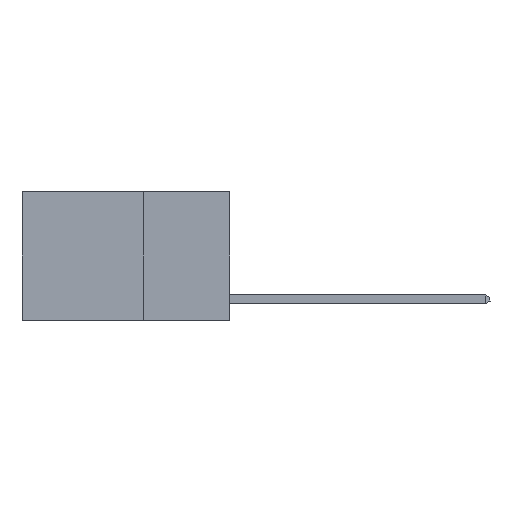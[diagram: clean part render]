
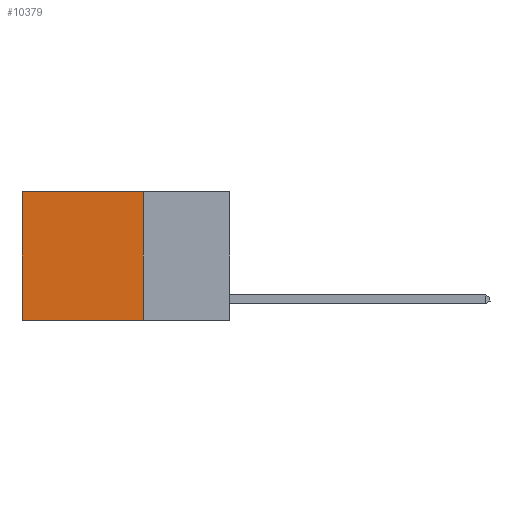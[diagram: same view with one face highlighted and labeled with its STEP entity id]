
A CAD part, left-side view. The second image highlights one B-rep face of the part: STEP entity #10379.
In plain terms, the highlighted planar face has unit normal (-1, 0, 0).
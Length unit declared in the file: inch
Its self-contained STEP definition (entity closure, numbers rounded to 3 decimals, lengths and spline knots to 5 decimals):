
#298 = VERTEX_POINT ( 'NONE', #9385 ) ;
#1838 = FACE_OUTER_BOUND ( 'NONE', #6662, .T. ) ;
#2347 = CARTESIAN_POINT ( 'NONE',  ( 0.2625, 0.25, -0.37 ) ) ;
#2370 = EDGE_CURVE ( 'NONE', #298, #8972, #7044, .T. ) ;
#2918 = VERTEX_POINT ( 'NONE', #10101 ) ;
#3220 = VECTOR ( 'NONE', #3313, 39.37008 ) ;
#3313 = DIRECTION ( 'NONE',  ( 0., 1., 0. ) ) ;
#3322 = CARTESIAN_POINT ( 'NONE',  ( 0.2625, 0.6, -0.37 ) ) ;
#3431 = ORIENTED_EDGE ( 'NONE', *, *, #14120, .F. ) ;
#3970 = VERTEX_POINT ( 'NONE', #3322 ) ;
#4834 = DIRECTION ( 'NONE',  ( 1., 0., 0. ) ) ;
#5325 = EDGE_CURVE ( 'NONE', #2918, #3970, #13432, .T. ) ;
#5552 = EDGE_CURVE ( 'NONE', #298, #2918, #9223, .T. ) ;
#5689 = ORIENTED_EDGE ( 'NONE', *, *, #5325, .T. ) ;
#6240 = AXIS2_PLACEMENT_3D ( 'NONE', #11024, #4834, #10919 ) ;
#6263 = VECTOR ( 'NONE', #10605, 39.37008 ) ;
#6637 = LINE ( 'NONE', #14380, #6263 ) ;
#6662 = EDGE_LOOP ( 'NONE', ( #5689, #3431, #8109, #10721 ) ) ;
#7044 = LINE ( 'NONE', #11983, #9286 ) ;
#8109 = ORIENTED_EDGE ( 'NONE', *, *, #2370, .F. ) ;
#8364 = DIRECTION ( 'NONE',  ( 0., 0., -1. ) ) ;
#8972 = VERTEX_POINT ( 'NONE', #2347 ) ;
#9223 = LINE ( 'NONE', #12898, #3220 ) ;
#9286 = VECTOR ( 'NONE', #8364, 39.37008 ) ;
#9385 = CARTESIAN_POINT ( 'NONE',  ( 0.2625, 0.25, 0. ) ) ;
#9796 = PLANE ( 'NONE',  #6240 ) ;
#10034 = CARTESIAN_POINT ( 'NONE',  ( 0.2625, 0.6, 0. ) ) ;
#10101 = CARTESIAN_POINT ( 'NONE',  ( 0.2625, 0.6, 0. ) ) ;
#10379 = ADVANCED_FACE ( 'NONE', ( #1838 ), #9796, .F. ) ;
#10605 = DIRECTION ( 'NONE',  ( 0., 1., 0. ) ) ;
#10721 = ORIENTED_EDGE ( 'NONE', *, *, #5552, .T. ) ;
#10919 = DIRECTION ( 'NONE',  ( 0., 0., -1. ) ) ;
#11024 = CARTESIAN_POINT ( 'NONE',  ( 0.2625, 0.25, 0. ) ) ;
#11254 = DIRECTION ( 'NONE',  ( 0., 0., -1. ) ) ;
#11983 = CARTESIAN_POINT ( 'NONE',  ( 0.2625, 0.25, 0. ) ) ;
#12898 = CARTESIAN_POINT ( 'NONE',  ( 0.2625, 0.25, 0. ) ) ;
#13432 = LINE ( 'NONE', #10034, #15288 ) ;
#14120 = EDGE_CURVE ( 'NONE', #8972, #3970, #6637, .T. ) ;
#14380 = CARTESIAN_POINT ( 'NONE',  ( 0.2625, 0.25, -0.37 ) ) ;
#15288 = VECTOR ( 'NONE', #11254, 39.37008 ) ;
